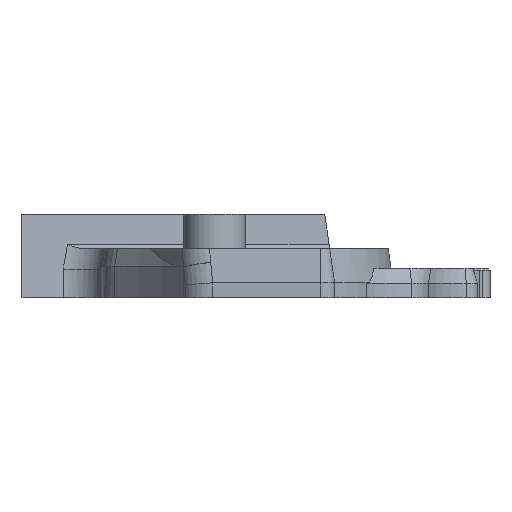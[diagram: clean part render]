
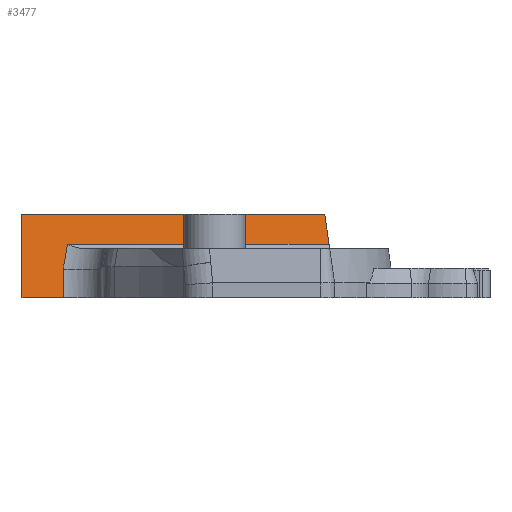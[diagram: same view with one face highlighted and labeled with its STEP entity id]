
A CAD part, left-side view. The second image highlights one B-rep face of the part: STEP entity #3477.
In plain terms, the highlighted planar face has unit normal (-0.99, 0, 0.141).
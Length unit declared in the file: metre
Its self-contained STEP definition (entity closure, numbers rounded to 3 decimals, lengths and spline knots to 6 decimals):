
#1208=ORIENTED_EDGE('',*,*,#1869,.T.);
#1209=ORIENTED_EDGE('',*,*,#1870,.T.);
#1210=ORIENTED_EDGE('',*,*,#1517,.T.);
#1211=ORIENTED_EDGE('',*,*,#1868,.F.);
#1212=ORIENTED_EDGE('',*,*,#1531,.T.);
#1213=ORIENTED_EDGE('',*,*,#1423,.F.);
#1214=ORIENTED_EDGE('',*,*,#1871,.T.);
#1423=EDGE_CURVE('',#1937,#1938,#2255,.T.);
#1517=EDGE_CURVE('',#2031,#2030,#2294,.T.);
#1531=EDGE_CURVE('',#2038,#1938,#2306,.T.);
#1868=EDGE_CURVE('',#2038,#2030,#2492,.T.);
#1869=EDGE_CURVE('',#2230,#2231,#2493,.T.);
#1870=EDGE_CURVE('',#2231,#2031,#2494,.T.);
#1871=EDGE_CURVE('',#1937,#2230,#2495,.F.);
#1937=VERTEX_POINT('',#5014);
#1938=VERTEX_POINT('',#5016);
#2030=VERTEX_POINT('',#5204);
#2031=VERTEX_POINT('',#5206);
#2038=VERTEX_POINT('',#5225);
#2230=VERTEX_POINT('',#6124);
#2231=VERTEX_POINT('',#6125);
#2255=LINE('',#5015,#2534);
#2294=LINE('',#5205,#2573);
#2306=LINE('',#5235,#2585);
#2492=LINE('',#6121,#2771);
#2493=LINE('',#6123,#2772);
#2494=LINE('',#6126,#2773);
#2495=LINE('',#6127,#2774);
#2534=VECTOR('',#3950,1.);
#2573=VECTOR('',#4105,1.);
#2585=VECTOR('',#4121,1.);
#2771=VECTOR('',#4819,1.);
#2772=VECTOR('',#4822,1.);
#2773=VECTOR('',#4823,1.);
#2774=VECTOR('',#4824,1.);
#2975=EDGE_LOOP('',(#1208,#1209,#1210,#1211,#1212,#1213,#1214));
#3200=FACE_BOUND('',#2975,.T.);
#3303=PLANE('',#3857);
#3477=ADVANCED_FACE('',(#3200),#3303,.F.);
#3857=AXIS2_PLACEMENT_3D('',#6122,#4820,#4821);
#3950=DIRECTION('',(0.,1.,0.));
#4105=DIRECTION('',(0.14,0.14,0.98));
#4121=DIRECTION('',(-0.141,0.,-0.99));
#4819=DIRECTION('',(0.,-1.,0.));
#4820=DIRECTION('',(0.99,0.,-0.141));
#4821=DIRECTION('',(-0.141,0.,-0.99));
#4822=DIRECTION('',(0.139,-0.172,0.975));
#4823=DIRECTION('',(0.,-1.,0.));
#4824=DIRECTION('',(-0.141,0.,-0.99));
#5014=CARTESIAN_POINT('',(-0.070296,0.085719,-0.1012));
#5015=CARTESIAN_POINT('',(-0.070296,0.419617,-0.1012));
#5016=CARTESIAN_POINT('',(-0.070296,0.089938,-0.1012));
#5204=CARTESIAN_POINT('',(-0.069081,0.058938,-0.0927));
#5205=CARTESIAN_POINT('',(-0.062254,0.065765,-0.044911));
#5206=CARTESIAN_POINT('',(-0.06952,0.058499,-0.095771));
#5225=CARTESIAN_POINT('',(-0.069081,0.089938,-0.0927));
#5235=CARTESIAN_POINT('',(-0.069031,0.089938,-0.09235));
#6121=CARTESIAN_POINT('',(-0.069081,0.419617,-0.0927));
#6122=CARTESIAN_POINT('',(-0.069331,0.419617,-0.09445));
#6123=CARTESIAN_POINT('',(-0.077346,0.094936,-0.150555));
#6124=CARTESIAN_POINT('',(-0.06988,0.085719,-0.098287));
#6125=CARTESIAN_POINT('',(-0.06952,0.085276,-0.095771));
#6126=CARTESIAN_POINT('',(-0.06952,0.058438,-0.095771));
#6127=CARTESIAN_POINT('',(-0.069849,0.085719,-0.098072));
